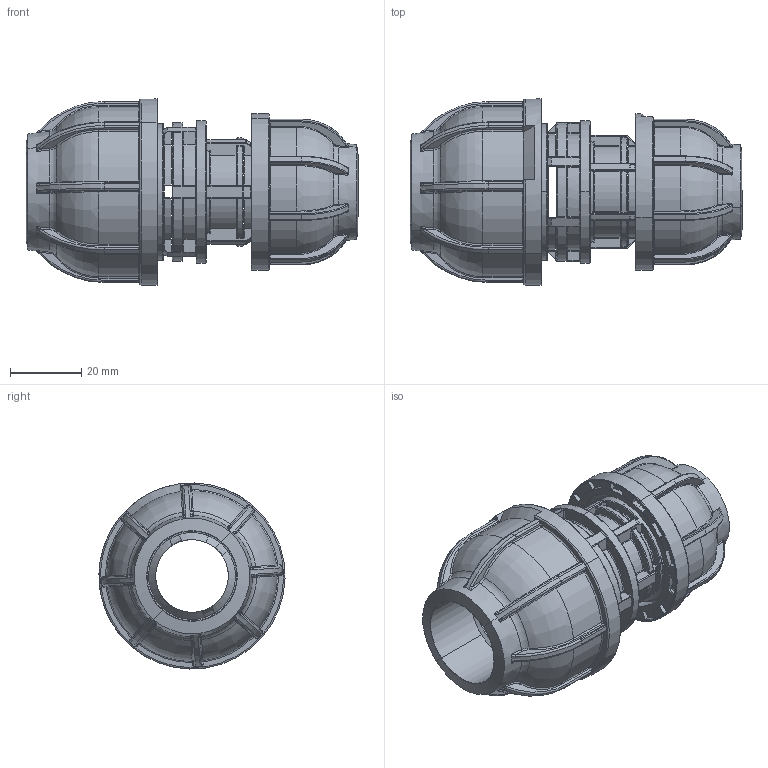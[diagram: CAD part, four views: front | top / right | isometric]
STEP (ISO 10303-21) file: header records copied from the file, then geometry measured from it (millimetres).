
FILE_DESCRIPTION (( 'STEP AP203' ), '1' );
FILE_NAME ('R212.025.020.step', '2013-11-19T09:12:10', ( 'Alusic' ), ( 'Alusic' ), 'SwSTEP 2.0', 'SolidWorks 2011', '' );
FILE_SCHEMA (( 'CONFIG_CONTROL_DESIGN' ));
Length unit declared in the file: millimetre
Products named in the file (1): R212.025.020
Bounding box: 93.5 x 52.39 x 52.39 mm (x, y, z)
Surface area: 30466.8 mm2 (no closed solid volume)
Topology: 0 solids, 10 shells, 1685 faces, 4960 edges, 2955 vertices
Faces by surface type: cylinder 582, torus 400, bspline 305, plane 273, sphere 73, cone 52
Entity records: 67663 total; most frequent: CARTESIAN_POINT 26880, DIRECTION 8688, ORIENTED_EDGE 8015, EDGE_CURVE 4908, AXIS2_PLACEMENT_3D 3775, VERTEX_POINT 2947, CIRCLE 2394, EDGE_LOOP 1692
